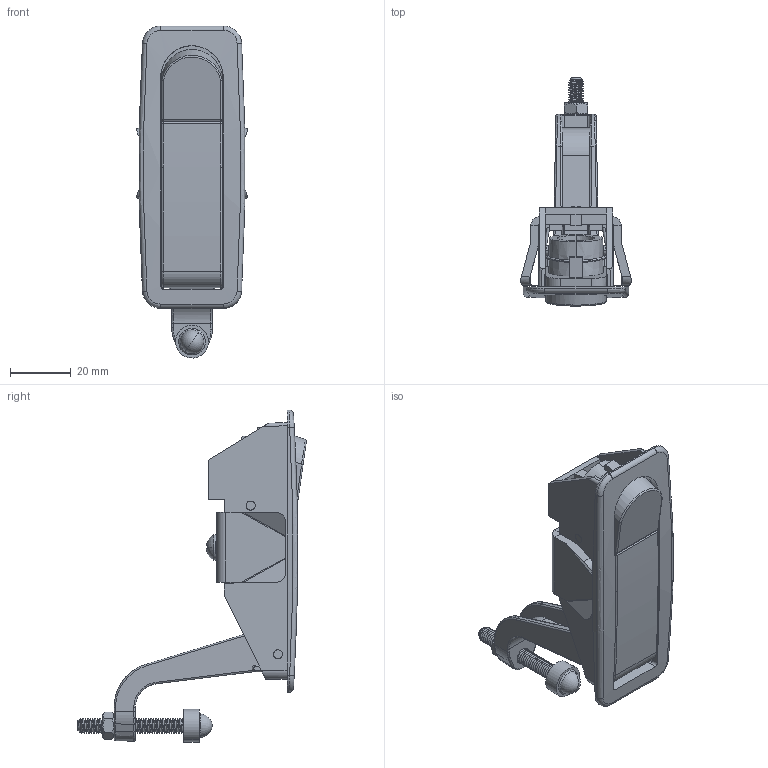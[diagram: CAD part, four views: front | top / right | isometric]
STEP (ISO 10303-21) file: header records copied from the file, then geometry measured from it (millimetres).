
FILE_DESCRIPTION (( 'STEP AP203' ), '1' );
FILE_NAME ('KP07.1.5.00.46.STEP', '2022-06-08T13:52:24', ( '' ), ( '' ), 'SwSTEP 2.0', 'SolidWorks 2021', '' );
FILE_SCHEMA (( 'CONFIG_CONTROL_DESIGN' ));
Length unit declared in the file: millimetre
Products named in the file (1): KP07.1.5.00.46
Bounding box: 36.47 x 75.34 x 109.38 mm (x, y, z)
Surface area: 26318.7 mm2 (no closed solid volume)
Topology: 0 solids, 15 shells, 382 faces, 1264 edges, 879 vertices
Faces by surface type: cylinder 187, plane 116, bspline 38, cone 21, torus 14, sphere 6
Entity records: 21034 total; most frequent: CARTESIAN_POINT 11081, ORIENTED_EDGE 2203, DIRECTION 1810, EDGE_CURVE 1262, VERTEX_POINT 879, AXIS2_PLACEMENT_3D 616, VECTOR 578, LINE 578
